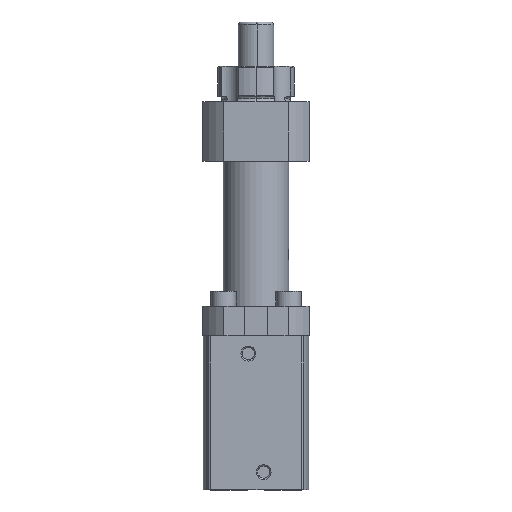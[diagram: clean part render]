
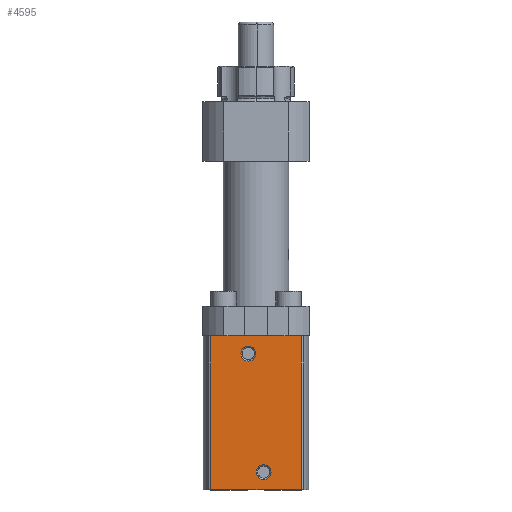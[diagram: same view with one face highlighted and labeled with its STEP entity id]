
A CAD part, top view. The second image highlights one B-rep face of the part: STEP entity #4595.
In plain terms, the highlighted planar face has unit normal (0, 0, 1).
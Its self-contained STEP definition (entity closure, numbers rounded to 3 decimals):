
#486 = VERTEX_POINT ( 'NONE', #490 ) ;
#490 = CARTESIAN_POINT ( 'NONE',  ( 15.363, 0., 17.75 ) ) ;
#531 = VERTEX_POINT ( 'NONE', #6098 ) ;
#586 = VERTEX_POINT ( 'NONE', #6153 ) ;
#609 = VERTEX_POINT ( 'NONE', #6176 ) ;
#673 = VERTEX_POINT ( 'NONE', #6243 ) ;
#969 = CIRCLE ( 'NONE', #971, 2.5 ) ;
#970 = AXIS2_PLACEMENT_3D ( 'NONE', #4253, #4254, #4255 ) ;
#971 = AXIS2_PLACEMENT_3D ( 'NONE', #4258, #4259, #4260 ) ;
#972 = VECTOR ( 'NONE', #4275, 1000. ) ;
#973 = VECTOR ( 'NONE', #4264, 1000. ) ;
#981 = VECTOR ( 'NONE', #4280, 1000. ) ;
#986 = VECTOR ( 'NONE', #4283, 1000. ) ;
#1003 = CIRCLE ( 'NONE', #970, 2.5 ) ;
#2388 = CIRCLE ( 'NONE', #2459, 2.5 ) ;
#2434 = AXIS2_PLACEMENT_3D ( 'NONE', #2978, #2979, #2980 ) ;
#2459 = AXIS2_PLACEMENT_3D ( 'NONE', #3004, #3005, #3006 ) ;
#2513 = CIRCLE ( 'NONE', #2434, 2.5 ) ;
#2978 = CARTESIAN_POINT ( 'NONE',  ( -2.6, -6., 17.75 ) ) ;
#2979 = DIRECTION ( 'NONE',  ( 0., 0., -1. ) ) ;
#2980 = DIRECTION ( 'NONE',  ( 0., -1., 0. ) ) ;
#3004 = CARTESIAN_POINT ( 'NONE',  ( 2.6, -46., 17.75 ) ) ;
#3005 = DIRECTION ( 'NONE',  ( 0., 0., -1. ) ) ;
#3006 = DIRECTION ( 'NONE',  ( 0., -1., 0. ) ) ;
#3045 = EDGE_LOOP ( 'NONE', ( #9766, #9767, #9768, #9769 ) ) ;
#3056 = EDGE_LOOP ( 'NONE', ( #9688, #9701 ) ) ;
#3521 = EDGE_CURVE ( 'NONE', #9936, #586, #2513, .T. ) ;
#3530 = EDGE_CURVE ( 'NONE', #673, #531, #2388, .T. ) ;
#3807 = EDGE_CURVE ( 'NONE', #531, #673, #1003, .T. ) ;
#3808 = EDGE_CURVE ( 'NONE', #586, #9936, #969, .T. ) ;
#3810 = EDGE_CURVE ( 'NONE', #9847, #9820, #4256, .T. ) ;
#3813 = EDGE_CURVE ( 'NONE', #9820, #486, #4265, .T. ) ;
#3815 = EDGE_CURVE ( 'NONE', #486, #609, #4270, .T. ) ;
#3816 = EDGE_CURVE ( 'NONE', #609, #9847, #4281, .T. ) ;
#4253 = CARTESIAN_POINT ( 'NONE',  ( 2.6, -46., 17.75 ) ) ;
#4254 = DIRECTION ( 'NONE',  ( 0., 0., -1. ) ) ;
#4255 = DIRECTION ( 'NONE',  ( 0., -1., 0. ) ) ;
#4256 = LINE ( 'NONE', #4257, #973 ) ;
#4257 = CARTESIAN_POINT ( 'NONE',  ( -15.363, -52., 17.75 ) ) ;
#4258 = CARTESIAN_POINT ( 'NONE',  ( -2.6, -6., 17.75 ) ) ;
#4259 = DIRECTION ( 'NONE',  ( 0., 0., -1. ) ) ;
#4260 = DIRECTION ( 'NONE',  ( 0., -1., 0. ) ) ;
#4264 = DIRECTION ( 'NONE',  ( 1., 0., 0. ) ) ;
#4265 = LINE ( 'NONE', #4266, #972 ) ;
#4266 = CARTESIAN_POINT ( 'NONE',  ( 15.363, 0., 17.75 ) ) ;
#4270 = LINE ( 'NONE', #4271, #981 ) ;
#4271 = CARTESIAN_POINT ( 'NONE',  ( -15.363, 0., 17.75 ) ) ;
#4275 = DIRECTION ( 'NONE',  ( 0., 1., 0. ) ) ;
#4280 = DIRECTION ( 'NONE',  ( -1., 0., 0. ) ) ;
#4281 = LINE ( 'NONE', #4282, #986 ) ;
#4282 = CARTESIAN_POINT ( 'NONE',  ( -15.363, 0., 17.75 ) ) ;
#4283 = DIRECTION ( 'NONE',  ( 0., -1., 0. ) ) ;
#4595 = ADVANCED_FACE ( 'NONE', ( #8356, #8358, #8359 ), #8360, .T. ) ;
#4911 = AXIS2_PLACEMENT_3D ( 'NONE', #8355, #8347, #8362 ) ;
#6098 = CARTESIAN_POINT ( 'NONE',  ( 2.6, -43.5, 17.75 ) ) ;
#6153 = CARTESIAN_POINT ( 'NONE',  ( -2.6, -3.5, 17.75 ) ) ;
#6176 = CARTESIAN_POINT ( 'NONE',  ( -15.363, 0., 17.75 ) ) ;
#6243 = CARTESIAN_POINT ( 'NONE',  ( 2.6, -48.5, 17.75 ) ) ;
#7829 = CARTESIAN_POINT ( 'NONE',  ( 15.363, -52., 17.75 ) ) ;
#7864 = CARTESIAN_POINT ( 'NONE',  ( -15.363, -52., 17.75 ) ) ;
#7971 = CARTESIAN_POINT ( 'NONE',  ( -2.6, -8.5, 17.75 ) ) ;
#8347 = DIRECTION ( 'NONE',  ( 0., 0., 1. ) ) ;
#8355 = CARTESIAN_POINT ( 'NONE',  ( -15.363, 0., 17.75 ) ) ;
#8356 = FACE_OUTER_BOUND ( 'NONE', #3045, .T. ) ;
#8358 = FACE_BOUND ( 'NONE', #9702, .T. ) ;
#8359 = FACE_BOUND ( 'NONE', #3056, .T. ) ;
#8360 = PLANE ( 'NONE',  #4911 ) ;
#8362 = DIRECTION ( 'NONE',  ( 0., -1., 0. ) ) ;
#9688 = ORIENTED_EDGE ( 'NONE', *, *, #3530, .T. ) ;
#9701 = ORIENTED_EDGE ( 'NONE', *, *, #3807, .T. ) ;
#9702 = EDGE_LOOP ( 'NONE', ( #9770, #9771 ) ) ;
#9766 = ORIENTED_EDGE ( 'NONE', *, *, #3815, .T. ) ;
#9767 = ORIENTED_EDGE ( 'NONE', *, *, #3816, .T. ) ;
#9768 = ORIENTED_EDGE ( 'NONE', *, *, #3810, .T. ) ;
#9769 = ORIENTED_EDGE ( 'NONE', *, *, #3813, .T. ) ;
#9770 = ORIENTED_EDGE ( 'NONE', *, *, #3521, .T. ) ;
#9771 = ORIENTED_EDGE ( 'NONE', *, *, #3808, .T. ) ;
#9820 = VERTEX_POINT ( 'NONE', #7829 ) ;
#9847 = VERTEX_POINT ( 'NONE', #7864 ) ;
#9936 = VERTEX_POINT ( 'NONE', #7971 ) ;
